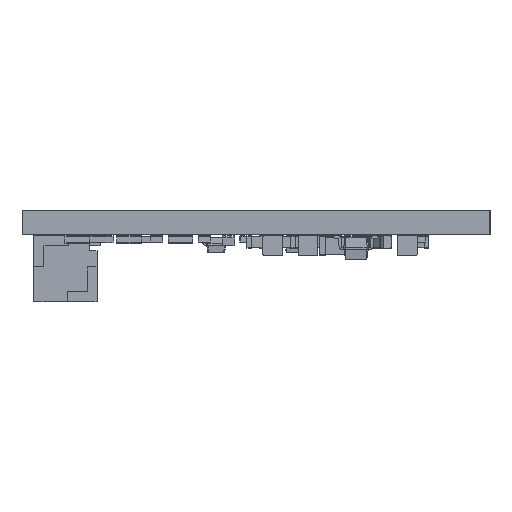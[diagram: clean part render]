
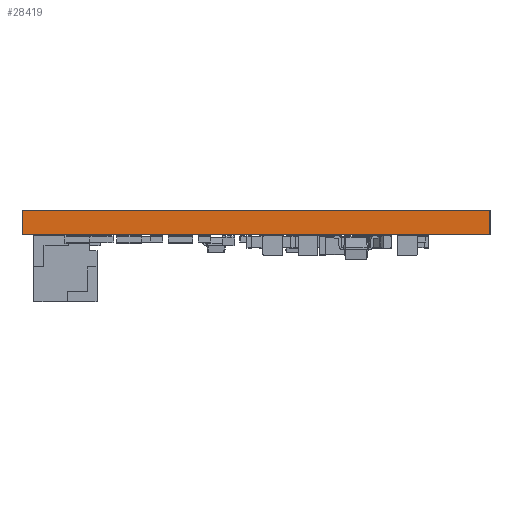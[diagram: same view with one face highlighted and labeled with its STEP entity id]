
A CAD part, left-side view. The second image highlights one B-rep face of the part: STEP entity #28419.
In plain terms, the highlighted planar face has unit normal (-1, 0, 0).
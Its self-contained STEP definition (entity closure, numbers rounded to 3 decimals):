
#28363 = VERTEX_POINT('',#28364);
#28364 = CARTESIAN_POINT('',(134.874,-129.314,1.6));
#28370 = EDGE_CURVE('',#28371,#28363,#28373,.T.);
#28371 = VERTEX_POINT('',#28372);
#28372 = CARTESIAN_POINT('',(134.874,-129.314,0.));
#28373 = LINE('',#28374,#28375);
#28374 = CARTESIAN_POINT('',(134.874,-129.314,0.));
#28375 = VECTOR('',#28376,1.);
#28376 = DIRECTION('',(0.,0.,1.));
#28419 = ADVANCED_FACE('',(#28420),#28445,.T.);
#28420 = FACE_BOUND('',#28421,.T.);
#28421 = EDGE_LOOP('',(#28422,#28423,#28431,#28439));
#28422 = ORIENTED_EDGE('',*,*,#28370,.T.);
#28423 = ORIENTED_EDGE('',*,*,#28424,.T.);
#28424 = EDGE_CURVE('',#28363,#28425,#28427,.T.);
#28425 = VERTEX_POINT('',#28426);
#28426 = CARTESIAN_POINT('',(134.874,-99.314,1.6));
#28427 = LINE('',#28428,#28429);
#28428 = CARTESIAN_POINT('',(134.874,-129.314,1.6));
#28429 = VECTOR('',#28430,1.);
#28430 = DIRECTION('',(0.,1.,0.));
#28431 = ORIENTED_EDGE('',*,*,#28432,.F.);
#28432 = EDGE_CURVE('',#28433,#28425,#28435,.T.);
#28433 = VERTEX_POINT('',#28434);
#28434 = CARTESIAN_POINT('',(134.874,-99.314,0.));
#28435 = LINE('',#28436,#28437);
#28436 = CARTESIAN_POINT('',(134.874,-99.314,0.));
#28437 = VECTOR('',#28438,1.);
#28438 = DIRECTION('',(0.,0.,1.));
#28439 = ORIENTED_EDGE('',*,*,#28440,.F.);
#28440 = EDGE_CURVE('',#28371,#28433,#28441,.T.);
#28441 = LINE('',#28442,#28443);
#28442 = CARTESIAN_POINT('',(134.874,-129.314,0.));
#28443 = VECTOR('',#28444,1.);
#28444 = DIRECTION('',(0.,1.,0.));
#28445 = PLANE('',#28446);
#28446 = AXIS2_PLACEMENT_3D('',#28447,#28448,#28449);
#28447 = CARTESIAN_POINT('',(134.874,-129.314,0.));
#28448 = DIRECTION('',(-1.,0.,0.));
#28449 = DIRECTION('',(0.,1.,0.));
